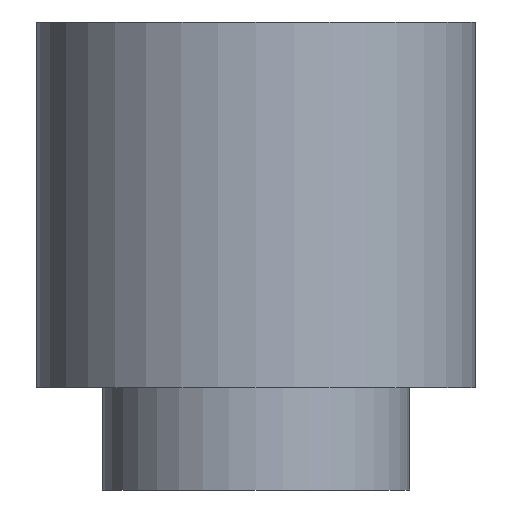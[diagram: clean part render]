
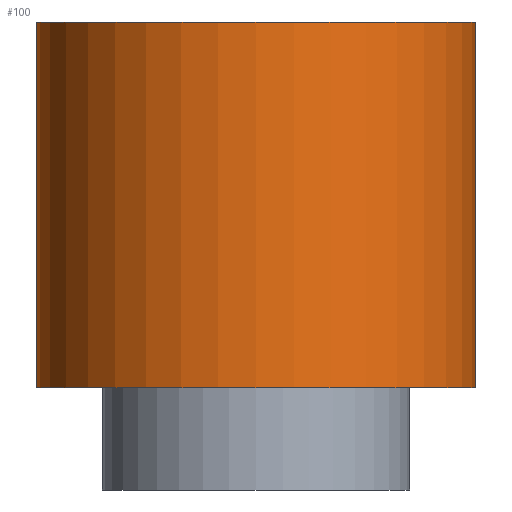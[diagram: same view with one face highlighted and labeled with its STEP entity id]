
A CAD part, front view. The second image highlights one B-rep face of the part: STEP entity #100.
In plain terms, the highlighted cylindrical face has radius 3 mm (diameter 6 mm), a partial arc.
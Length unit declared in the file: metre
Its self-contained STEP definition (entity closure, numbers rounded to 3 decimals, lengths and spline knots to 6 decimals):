
#100=ADVANCED_FACE('0:40',(#113),#114,.T.);
#113=FACE_OUTER_BOUND('',#136,.T.);
#114=CYLINDRICAL_SURFACE('',#137,0.003);
#136=EDGE_LOOP('',(#163,#164,#165,#166));
#137=AXIS2_PLACEMENT_3D('',#167,#168,#169);
#163=ORIENTED_EDGE('',*,*,#224,.F.);
#164=ORIENTED_EDGE('',*,*,#225,.F.);
#165=ORIENTED_EDGE('',*,*,#226,.F.);
#166=ORIENTED_EDGE('',*,*,#227,.T.);
#167=CARTESIAN_POINT('',(0.0,0.0,0.0));
#168=DIRECTION('',(0.0,0.0,-1.0));
#169=DIRECTION('',(-1.0,0.0,0.0));
#224=EDGE_CURVE('',#247,#248,#249,.T.);
#225=EDGE_CURVE('0:58',#250,#247,#251,.T.);
#226=EDGE_CURVE('',#252,#250,#253,.T.);
#227=EDGE_CURVE('0:61',#252,#248,#254,.T.);
#247=VERTEX_POINT('',#279);
#248=VERTEX_POINT('',#280);
#249=LINE('',#281,#282);
#250=VERTEX_POINT('',#283);
#251=CIRCLE('',#284,0.003);
#252=VERTEX_POINT('',#285);
#253=LINE('',#286,#287);
#254=CIRCLE('',#288,0.003);
#279=CARTESIAN_POINT('',(-0.003,0.0,0.0014));
#280=CARTESIAN_POINT('',(-0.003,0.0,0.0064));
#281=CARTESIAN_POINT('',(-0.003,0.,0.0039));
#282=VECTOR('',#313,1.0);
#283=CARTESIAN_POINT('',(0.003,0.,0.0014));
#284=AXIS2_PLACEMENT_3D('',#314,#315,#316);
#285=CARTESIAN_POINT('',(0.003,0.,0.0064));
#286=CARTESIAN_POINT('',(0.003,0.,0.0039));
#287=VECTOR('',#317,1.0);
#288=AXIS2_PLACEMENT_3D('',#318,#319,#320);
#313=DIRECTION('',(-0.0,-0.0,1.0));
#314=CARTESIAN_POINT('',(0.0,0.0,0.0014));
#315=DIRECTION('',(0.0,0.0,-1.0));
#316=DIRECTION('',(-1.0,0.0,0.0));
#317=DIRECTION('',(0.0,0.0,-1.0));
#318=CARTESIAN_POINT('',(0.0,0.0,0.0064));
#319=DIRECTION('',(0.0,0.0,-1.0));
#320=DIRECTION('',(-1.0,0.0,0.0));
